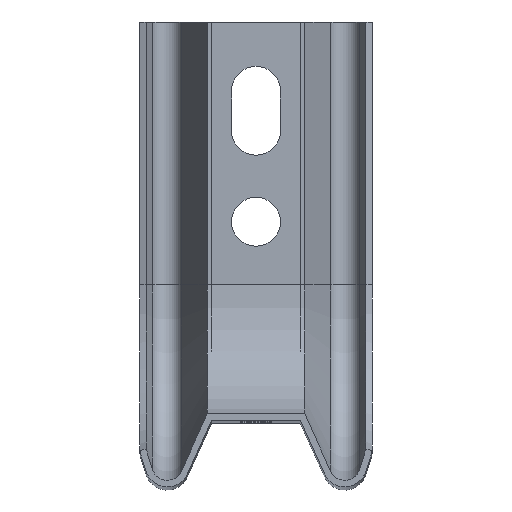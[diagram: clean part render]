
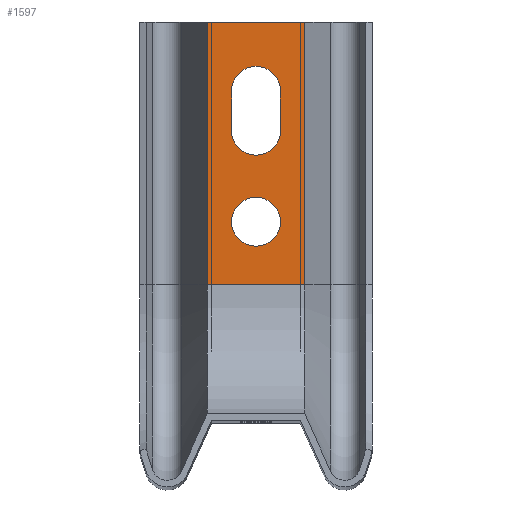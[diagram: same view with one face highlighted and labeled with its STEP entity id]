
A CAD part, top view. The second image highlights one B-rep face of the part: STEP entity #1597.
In plain terms, the highlighted planar face has unit normal (0, 0, 1).
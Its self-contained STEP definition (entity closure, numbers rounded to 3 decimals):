
#75=FACE_BOUND('',#264,.T.);
#76=FACE_BOUND('',#265,.T.);
#117=CIRCLE('',#1748,5.5);
#118=CIRCLE('',#1749,5.5);
#119=CIRCLE('',#1750,5.5);
#158=FACE_OUTER_BOUND('',#263,.T.);
#263=EDGE_LOOP('',(#1121,#1122,#1123,#1124));
#264=EDGE_LOOP('',(#1125,#1126,#1127,#1128));
#265=EDGE_LOOP('',(#1129));
#402=LINE('',#2525,#555);
#403=LINE('',#2528,#556);
#404=LINE('',#2533,#557);
#405=LINE('',#2534,#558);
#406=LINE('',#2539,#559);
#407=LINE('',#2542,#560);
#555=VECTOR('',#2012,10.);
#556=VECTOR('',#2015,10.);
#557=VECTOR('',#2022,10.);
#558=VECTOR('',#2023,10.);
#559=VECTOR('',#2026,10.);
#560=VECTOR('',#2029,10.);
#736=VERTEX_POINT('',#2518);
#739=VERTEX_POINT('',#2523);
#740=VERTEX_POINT('',#2527);
#741=VERTEX_POINT('',#2532);
#742=VERTEX_POINT('',#2535);
#743=VERTEX_POINT('',#2536);
#744=VERTEX_POINT('',#2538);
#745=VERTEX_POINT('',#2540);
#746=VERTEX_POINT('',#2543);
#884=EDGE_CURVE('',#736,#739,#402,.T.);
#885=EDGE_CURVE('',#739,#740,#403,.T.);
#888=EDGE_CURVE('',#741,#740,#404,.T.);
#889=EDGE_CURVE('',#741,#736,#405,.T.);
#890=EDGE_CURVE('',#742,#743,#117,.T.);
#891=EDGE_CURVE('',#743,#744,#406,.T.);
#892=EDGE_CURVE('',#744,#745,#118,.T.);
#893=EDGE_CURVE('',#745,#742,#407,.T.);
#894=EDGE_CURVE('',#746,#746,#119,.T.);
#1121=ORIENTED_EDGE('',*,*,#884,.T.);
#1122=ORIENTED_EDGE('',*,*,#885,.T.);
#1123=ORIENTED_EDGE('',*,*,#888,.F.);
#1124=ORIENTED_EDGE('',*,*,#889,.T.);
#1125=ORIENTED_EDGE('',*,*,#890,.T.);
#1126=ORIENTED_EDGE('',*,*,#891,.T.);
#1127=ORIENTED_EDGE('',*,*,#892,.T.);
#1128=ORIENTED_EDGE('',*,*,#893,.T.);
#1129=ORIENTED_EDGE('',*,*,#894,.T.);
#1462=PLANE('',#1747);
#1597=ADVANCED_FACE('',(#158,#75,#76),#1462,.T.);
#1747=AXIS2_PLACEMENT_3D('',#2531,#2020,#2021);
#1748=AXIS2_PLACEMENT_3D('',#2537,#2024,#2025);
#1749=AXIS2_PLACEMENT_3D('',#2541,#2027,#2028);
#1750=AXIS2_PLACEMENT_3D('',#2544,#2030,#2031);
#2012=DIRECTION('',(0.,-1.,0.));
#2015=DIRECTION('',(1.,0.,0.));
#2020=DIRECTION('center_axis',(0.,0.,1.));
#2021=DIRECTION('ref_axis',(-1.,0.,0.));
#2022=DIRECTION('',(0.,-1.,0.));
#2023=DIRECTION('',(-1.,0.,0.));
#2024=DIRECTION('center_axis',(0.,0.,-1.));
#2025=DIRECTION('ref_axis',(-1.,0.,0.));
#2026=DIRECTION('',(0.,-1.,0.));
#2027=DIRECTION('center_axis',(0.,0.,-1.));
#2028=DIRECTION('ref_axis',(1.,0.,0.));
#2029=DIRECTION('',(0.,1.,0.));
#2030=DIRECTION('center_axis',(0.,0.,-1.));
#2031=DIRECTION('ref_axis',(-1.,0.,0.));
#2518=CARTESIAN_POINT('',(-10.97,90.49,76.2));
#2523=CARTESIAN_POINT('',(-10.97,31.3,76.2));
#2525=CARTESIAN_POINT('',(-10.97,90.49,76.2));
#2527=CARTESIAN_POINT('',(10.97,31.3,76.2));
#2528=CARTESIAN_POINT('',(4.355,31.3,76.2));
#2531=CARTESIAN_POINT('Origin',(8.71,90.49,76.2));
#2532=CARTESIAN_POINT('',(10.97,90.49,76.2));
#2533=CARTESIAN_POINT('',(10.97,90.49,76.2));
#2534=CARTESIAN_POINT('',(8.71,90.49,76.2));
#2535=CARTESIAN_POINT('',(-5.5,74.99,76.2));
#2536=CARTESIAN_POINT('',(5.5,74.99,76.2));
#2537=CARTESIAN_POINT('Origin',(0.,74.99,76.2));
#2538=CARTESIAN_POINT('',(5.5,65.99,76.2));
#2539=CARTESIAN_POINT('',(5.5,82.74,76.2));
#2540=CARTESIAN_POINT('',(-5.5,65.99,76.2));
#2541=CARTESIAN_POINT('Origin',(0.,65.99,76.2));
#2542=CARTESIAN_POINT('',(-5.5,78.24,76.2));
#2543=CARTESIAN_POINT('',(5.5,45.49,76.2));
#2544=CARTESIAN_POINT('Origin',(0.,45.49,76.2));
